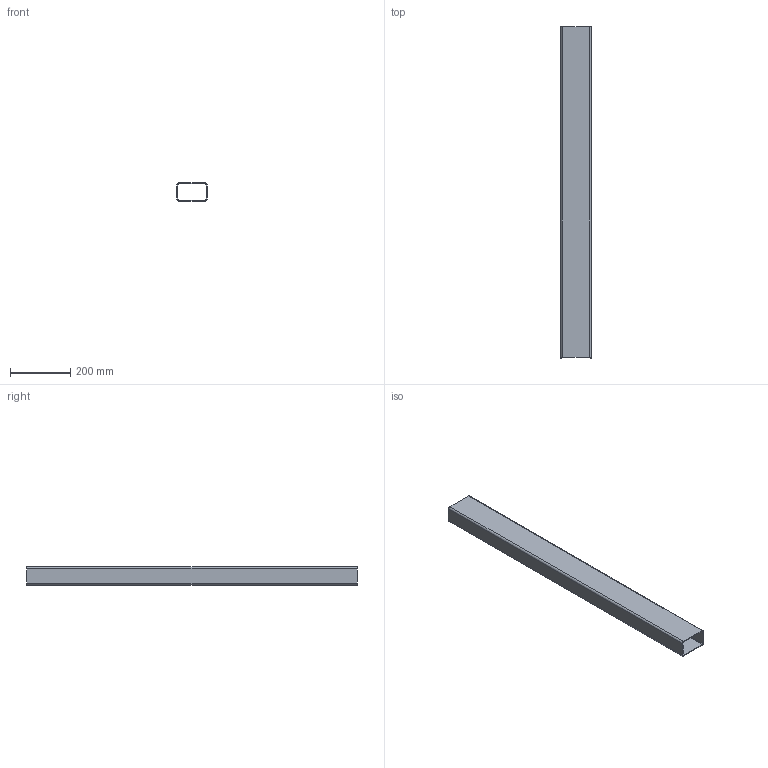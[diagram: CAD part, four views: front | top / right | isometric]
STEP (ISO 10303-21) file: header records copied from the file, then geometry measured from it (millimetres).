
FILE_DESCRIPTION(/* description */ ('STEP AP214'),/* implementation_level */ '2;1');
FILE_NAME(/* name */ '68a6ebc7c45cfe203754047d',/* time_stamp */ '2025-08-21T09:50:00Z',/* author */ (''),/* organization */ (''),/* preprocessor_version */ 'ST-DEVELOPER v20',/* originating_system */ 'ONSHAPE BY PTC INC, 1.202',/* authorisation */ ' ');
FILE_SCHEMA (('AUTOMOTIVE_DESIGN {1 0 10303 214 3 1 1}'));
Length unit declared in the file: metre
Products named in the file (1): TUBE RECTANGULAIRE
Bounding box: 100 x 1106 x 60 mm (x, y, z)
Volume: 991985.3 mm3; surface area: 663197.2 mm2
Topology: 1 solids, 1 shells, 32 faces, 96 edges, 64 vertices
Faces by surface type: plane 24, cylinder 8
Entity records: 1110 total; most frequent: CARTESIAN_POINT 193, ORIENTED_EDGE 192, DIRECTION 178, EDGE_CURVE 96, LINE 80, VECTOR 80, VERTEX_POINT 64, AXIS2_PLACEMENT_3D 49
